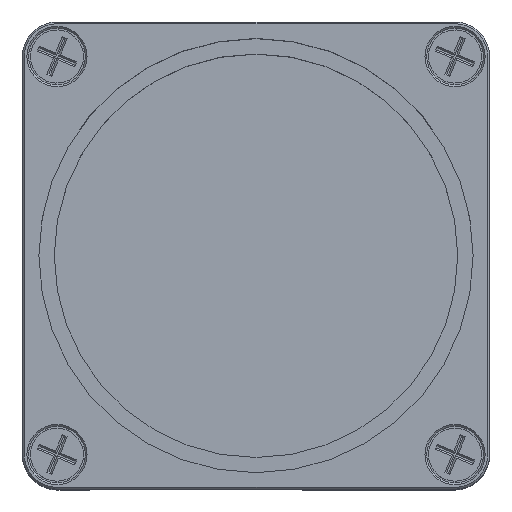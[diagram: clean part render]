
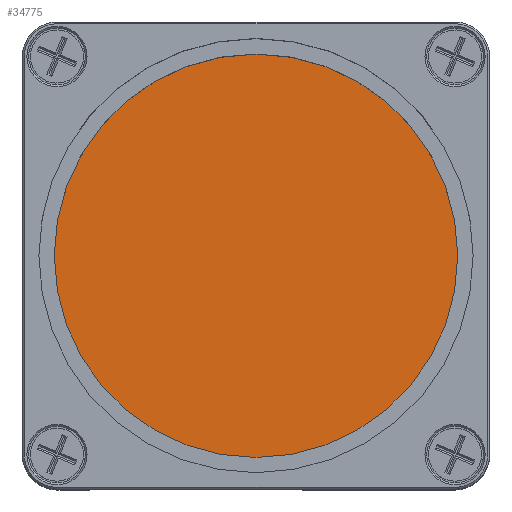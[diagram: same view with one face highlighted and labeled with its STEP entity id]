
A CAD part, top view. The second image highlights one B-rep face of the part: STEP entity #34775.
In plain terms, the highlighted face is planar.
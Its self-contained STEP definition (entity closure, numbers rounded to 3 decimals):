
#6230=FACE_OUTER_BOUND('',#44992,.T.);
#34775=ADVANCED_FACE('',(#6230),#38978,.F.);
#38978=PLANE('',#109139);
#44992=EDGE_LOOP('',(#66755));
#66755=ORIENTED_EDGE('',*,*,#95656,.F.);
#82655=VERTEX_POINT('',#160423);
#95656=EDGE_CURVE('',#82655,#82655,#102524,.T.);
#102524=CIRCLE('',#109136,12.5);
#109136=AXIS2_PLACEMENT_3D('',#160422,#131078,#131079);
#109139=AXIS2_PLACEMENT_3D('',#160426,#131084,#131085);
#131078=DIRECTION('',(0.,0.,1.));
#131079=DIRECTION('',(1.,0.,0.));
#131084=DIRECTION('',(0.,0.,1.));
#131085=DIRECTION('',(1.,0.,0.));
#160422=CARTESIAN_POINT('',(0.,0.,0.));
#160423=CARTESIAN_POINT('',(12.5,0.,0.));
#160426=CARTESIAN_POINT('',(0.,0.,0.));
